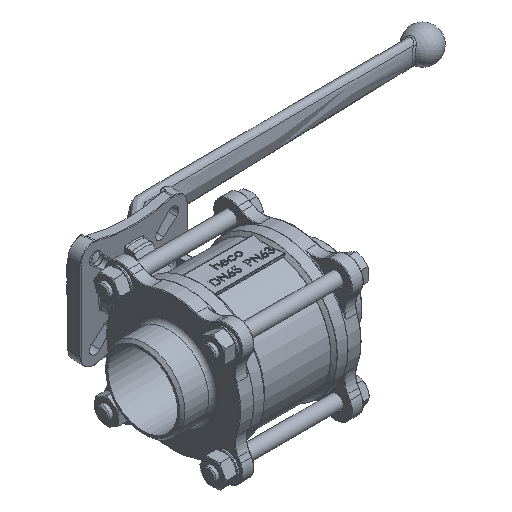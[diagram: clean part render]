
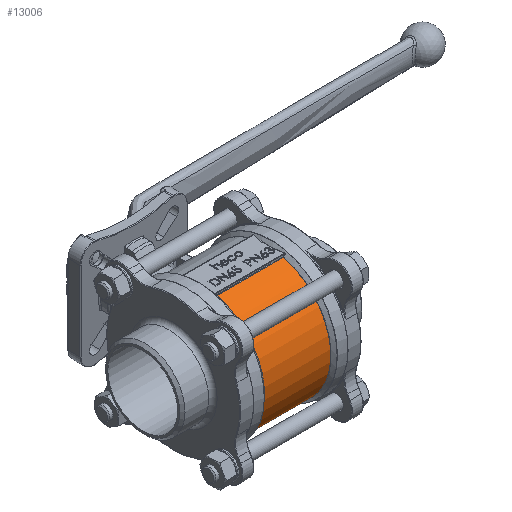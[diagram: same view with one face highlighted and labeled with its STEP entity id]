
A CAD part, isometric view. The second image highlights one B-rep face of the part: STEP entity #13006.
In plain terms, the highlighted cylindrical face has radius 59.5 mm (diameter 119 mm), a partial arc.
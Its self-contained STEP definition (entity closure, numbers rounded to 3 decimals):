
#1990 = ORIENTED_EDGE ( 'NONE', *, *, #30675, .T. ) ;
#1991 = ORIENTED_EDGE ( 'NONE', *, *, #30681, .T. ) ;
#1992 = ORIENTED_EDGE ( 'NONE', *, *, #30679, .T. ) ;
#1993 = ORIENTED_EDGE ( 'NONE', *, *, #5798, .T. ) ;
#4899 = VERTEX_POINT ( 'NONE', #10196 ) ;
#4906 = VERTEX_POINT ( 'NONE', #10202 ) ;
#4907 = VERTEX_POINT ( 'NONE', #10204 ) ;
#5798 = EDGE_CURVE ( 'NONE', #4907, #72141, #70200, .T. ) ;
#7660 = EDGE_LOOP ( 'NONE', ( #1990, #1991, #1992, #1993 ) ) ;
#10196 = CARTESIAN_POINT ( 'NONE',  ( 30.886, -15.223, 57.52 ) ) ;
#10202 = CARTESIAN_POINT ( 'NONE',  ( 30.886, -15.223, -57.52 ) ) ;
#10204 = CARTESIAN_POINT ( 'NONE',  ( -30.886, -15.223, 57.52 ) ) ;
#13006 = ADVANCED_FACE ( 'NONE', ( #38925 ), #38924, .T. ) ;
#13482 = CARTESIAN_POINT ( 'NONE',  ( -30.886, -15.223, -57.52 ) ) ;
#30675 = EDGE_CURVE ( 'NONE', #72141, #4906, #47360, .T. ) ;
#30679 = EDGE_CURVE ( 'NONE', #4899, #4907, #47335, .T. ) ;
#30681 = EDGE_CURVE ( 'NONE', #4906, #4899, #51260, .T. ) ;
#38924 = CYLINDRICAL_SURFACE ( 'NONE', #42898, 59.5 ) ;
#38925 = FACE_OUTER_BOUND ( 'NONE', #7660, .T. ) ;
#38926 = CARTESIAN_POINT ( 'NONE',  ( 34., 0., 0. ) ) ;
#38936 = DIRECTION ( 'NONE',  ( -1., 0., 0. ) ) ;
#38937 = DIRECTION ( 'NONE',  ( 0., 0., 1. ) ) ;
#42898 = AXIS2_PLACEMENT_3D ( 'NONE', #38926, #38936, #38937 ) ;
#47335 = LINE ( 'NONE', #47367, #51267 ) ;
#47360 = LINE ( 'NONE', #47361, #51243 ) ;
#47361 = CARTESIAN_POINT ( 'NONE',  ( 34., -15.223, -57.52 ) ) ;
#47362 = DIRECTION ( 'NONE',  ( 1., 0., 0. ) ) ;
#47367 = CARTESIAN_POINT ( 'NONE',  ( 34., -15.223, 57.52 ) ) ;
#47368 = DIRECTION ( 'NONE',  ( -1., 0., 0. ) ) ;
#47372 = CARTESIAN_POINT ( 'NONE',  ( 30.886, 0., 0. ) ) ;
#47373 = DIRECTION ( 'NONE',  ( -1., 0., 0. ) ) ;
#47374 = DIRECTION ( 'NONE',  ( 0., 0., 1. ) ) ;
#51243 = VECTOR ( 'NONE', #47362, 1000. ) ;
#51260 = CIRCLE ( 'NONE', #51271, 59.5 ) ;
#51267 = VECTOR ( 'NONE', #47368, 1000. ) ;
#51271 = AXIS2_PLACEMENT_3D ( 'NONE', #47372, #47373, #47374 ) ;
#70195 = AXIS2_PLACEMENT_3D ( 'NONE', #72572, #72574, #72576 ) ;
#70200 = CIRCLE ( 'NONE', #70195, 59.5 ) ;
#72141 = VERTEX_POINT ( 'NONE', #13482 ) ;
#72572 = CARTESIAN_POINT ( 'NONE',  ( -30.886, 0., 0. ) ) ;
#72574 = DIRECTION ( 'NONE',  ( 1., 0., 0. ) ) ;
#72576 = DIRECTION ( 'NONE',  ( 0., 0., -1. ) ) ;
